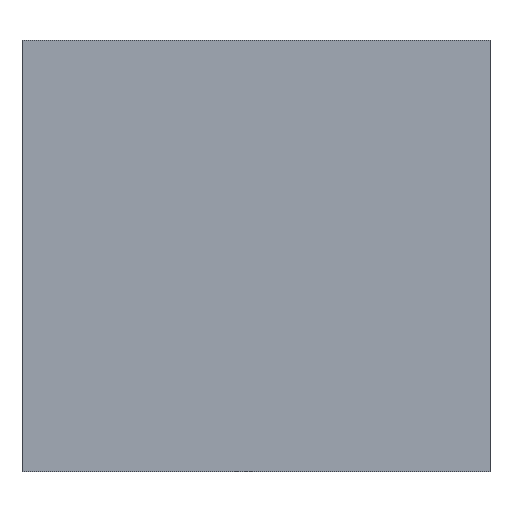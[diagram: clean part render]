
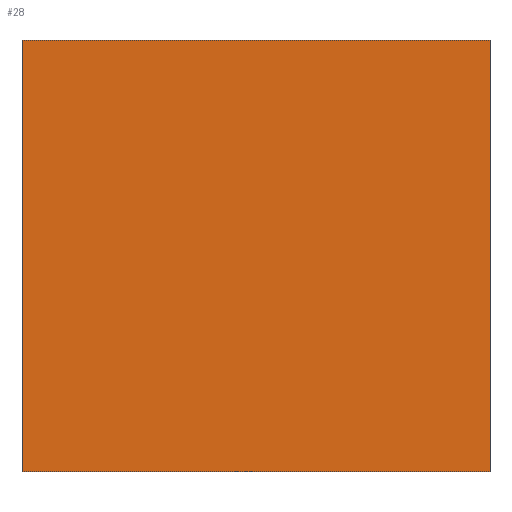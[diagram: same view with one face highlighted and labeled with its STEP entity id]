
A CAD part, front view. The second image highlights one B-rep face of the part: STEP entity #28.
In plain terms, the highlighted planar face has unit normal (0, -1, 0).
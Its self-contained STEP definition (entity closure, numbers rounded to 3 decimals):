
#7 = DIRECTION ( 'NONE',  ( 1., 0., 0. ) ) ;
#17 = LINE ( 'NONE', #295, #292 ) ;
#22 = CARTESIAN_POINT ( 'NONE',  ( 380.5, 0., -351. ) ) ;
#28 = ADVANCED_FACE ( 'NONE', ( #103 ), #34, .F. ) ;
#34 = PLANE ( 'NONE',  #51 ) ;
#51 = AXIS2_PLACEMENT_3D ( 'NONE', #644, #773, #158 ) ;
#103 = FACE_OUTER_BOUND ( 'NONE', #478, .T. ) ;
#105 = LINE ( 'NONE', #383, #515 ) ;
#158 = DIRECTION ( 'NONE',  ( 1., 0., 0. ) ) ;
#168 = CARTESIAN_POINT ( 'NONE',  ( 380.5, 0., 351. ) ) ;
#178 = EDGE_CURVE ( 'NONE', #465, #748, #390, .T. ) ;
#194 = VECTOR ( 'NONE', #7, 1000. ) ;
#238 = DIRECTION ( 'NONE',  ( 0., 0., -1. ) ) ;
#277 = DIRECTION ( 'NONE',  ( 0., 0., 1. ) ) ;
#281 = CARTESIAN_POINT ( 'NONE',  ( -380.5, 0., -351. ) ) ;
#284 = CARTESIAN_POINT ( 'NONE',  ( -2655.239, 0., -351. ) ) ;
#292 = VECTOR ( 'NONE', #277, 1000. ) ;
#295 = CARTESIAN_POINT ( 'NONE',  ( 380.5, 0., -2448.739 ) ) ;
#311 = EDGE_CURVE ( 'NONE', #805, #431, #837, .T. ) ;
#370 = ORIENTED_EDGE ( 'NONE', *, *, #178, .T. ) ;
#383 = CARTESIAN_POINT ( 'NONE',  ( -380.5, 0., 2448.739 ) ) ;
#390 = LINE ( 'NONE', #539, #781 ) ;
#401 = ORIENTED_EDGE ( 'NONE', *, *, #764, .T. ) ;
#431 = VERTEX_POINT ( 'NONE', #22 ) ;
#465 = VERTEX_POINT ( 'NONE', #168 ) ;
#466 = EDGE_CURVE ( 'NONE', #748, #805, #105, .T. ) ;
#478 = EDGE_LOOP ( 'NONE', ( #370, #811, #883, #401 ) ) ;
#515 = VECTOR ( 'NONE', #238, 1000. ) ;
#539 = CARTESIAN_POINT ( 'NONE',  ( 2655.239, 0., 351. ) ) ;
#644 = CARTESIAN_POINT ( 'NONE',  ( 0., 0., 0. ) ) ;
#696 = CARTESIAN_POINT ( 'NONE',  ( -380.5, 0., 351. ) ) ;
#748 = VERTEX_POINT ( 'NONE', #696 ) ;
#764 = EDGE_CURVE ( 'NONE', #431, #465, #17, .T. ) ;
#773 = DIRECTION ( 'NONE',  ( 0., 1., 0. ) ) ;
#781 = VECTOR ( 'NONE', #880, 1000. ) ;
#805 = VERTEX_POINT ( 'NONE', #281 ) ;
#811 = ORIENTED_EDGE ( 'NONE', *, *, #466, .T. ) ;
#837 = LINE ( 'NONE', #284, #194 ) ;
#880 = DIRECTION ( 'NONE',  ( -1., 0., 0. ) ) ;
#883 = ORIENTED_EDGE ( 'NONE', *, *, #311, .T. ) ;
